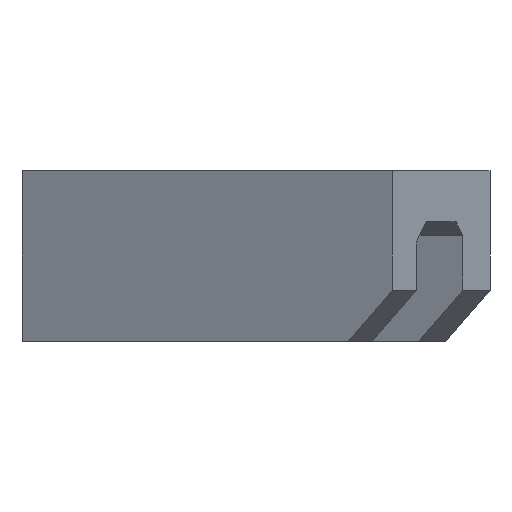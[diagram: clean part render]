
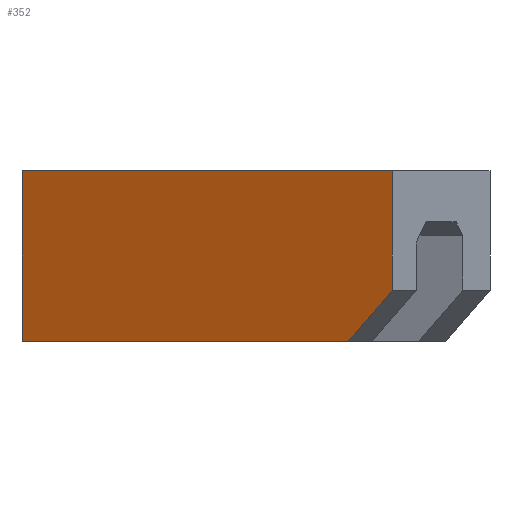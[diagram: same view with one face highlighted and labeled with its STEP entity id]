
A CAD part, left-side view. The second image highlights one B-rep face of the part: STEP entity #352.
In plain terms, the highlighted planar face has unit normal (-0.868, 0.497, 0).
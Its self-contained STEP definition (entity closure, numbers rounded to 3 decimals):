
#28=FACE_OUTER_BOUND('',#45,.T.);
#45=EDGE_LOOP('',(#286,#287,#288,#289,#290));
#66=LINE('',#517,#111);
#76=LINE('',#537,#121);
#89=LINE('',#561,#134);
#90=LINE('',#564,#135);
#91=LINE('',#565,#136);
#111=VECTOR('',#427,10.);
#121=VECTOR('',#443,10.);
#134=VECTOR('',#466,10.);
#135=VECTOR('',#469,10.);
#136=VECTOR('',#470,10.);
#152=VERTEX_POINT('',#514);
#153=VERTEX_POINT('',#516);
#160=VERTEX_POINT('',#536);
#166=VERTEX_POINT('',#559);
#167=VERTEX_POINT('',#563);
#186=EDGE_CURVE('',#152,#153,#66,.T.);
#196=EDGE_CURVE('',#153,#160,#76,.T.);
#209=EDGE_CURVE('',#152,#166,#89,.T.);
#210=EDGE_CURVE('',#166,#167,#90,.T.);
#211=EDGE_CURVE('',#160,#167,#91,.T.);
#286=ORIENTED_EDGE('',*,*,#186,.F.);
#287=ORIENTED_EDGE('',*,*,#209,.T.);
#288=ORIENTED_EDGE('',*,*,#210,.T.);
#289=ORIENTED_EDGE('',*,*,#211,.F.);
#290=ORIENTED_EDGE('',*,*,#196,.F.);
#317=PLANE('',#392);
#352=ADVANCED_FACE('',(#28),#317,.T.);
#392=AXIS2_PLACEMENT_3D('',#562,#467,#468);
#427=DIRECTION('',(0.351,0.614,-0.707));
#443=DIRECTION('',(0.497,0.868,0.));
#466=DIRECTION('',(0.,0.,1.));
#467=DIRECTION('center_axis',(-0.868,0.497,0.));
#468=DIRECTION('ref_axis',(-0.497,-0.868,0.));
#469=DIRECTION('',(0.497,0.868,0.));
#470=DIRECTION('',(0.,0.,1.));
#514=CARTESIAN_POINT('',(53.435,-44.735,25.774));
#516=CARTESIAN_POINT('',(54.925,-42.131,22.774));
#517=CARTESIAN_POINT('',(57.284,-38.009,18.024));
#536=CARTESIAN_POINT('',(65.851,-23.036,22.774));
#537=CARTESIAN_POINT('',(53.435,-44.735,22.774));
#559=CARTESIAN_POINT('',(53.435,-44.735,32.774));
#561=CARTESIAN_POINT('',(53.435,-44.735,22.774));
#562=CARTESIAN_POINT('Origin',(65.851,-23.036,22.774));
#563=CARTESIAN_POINT('',(65.851,-23.036,32.774));
#564=CARTESIAN_POINT('',(62.747,-28.461,32.774));
#565=CARTESIAN_POINT('',(65.851,-23.036,22.774));
